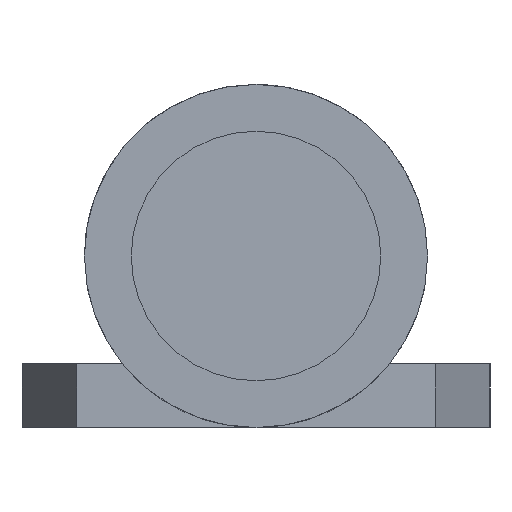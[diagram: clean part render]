
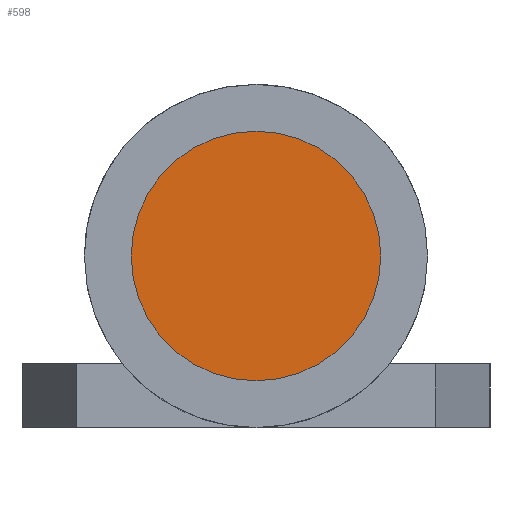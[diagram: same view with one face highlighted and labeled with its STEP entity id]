
A CAD part, left-side view. The second image highlights one B-rep face of the part: STEP entity #598.
In plain terms, the highlighted planar face has unit normal (-1, 0, 0).
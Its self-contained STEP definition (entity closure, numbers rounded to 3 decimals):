
#82 = EDGE_CURVE ( 'NONE', #178, #179, #310, .T. ) ;
#121 = EDGE_CURVE ( 'NONE', #179, #178, #370, .T. ) ;
#127 = AXIS2_PLACEMENT_3D ( 'NONE', #633, #637, #638 ) ;
#133 = AXIS2_PLACEMENT_3D ( 'NONE', #449, #465, #466 ) ;
#145 = AXIS2_PLACEMENT_3D ( 'NONE', #539, #544, #545 ) ;
#178 = VERTEX_POINT ( 'NONE', #469 ) ;
#179 = VERTEX_POINT ( 'NONE', #460 ) ;
#257 = EDGE_LOOP ( 'NONE', ( #293, #294 ) ) ;
#293 = ORIENTED_EDGE ( 'NONE', *, *, #121, .T. ) ;
#294 = ORIENTED_EDGE ( 'NONE', *, *, #82, .T. ) ;
#310 = CIRCLE ( 'NONE', #127, 8. ) ;
#370 = CIRCLE ( 'NONE', #133, 8. ) ;
#385 = FACE_OUTER_BOUND ( 'NONE', #257, .T. ) ;
#449 = CARTESIAN_POINT ( 'NONE',  ( -11., 0., 11. ) ) ;
#460 = CARTESIAN_POINT ( 'NONE',  ( -11., 0., 19. ) ) ;
#465 = DIRECTION ( 'NONE',  ( -1., 0., 0. ) ) ;
#466 = DIRECTION ( 'NONE',  ( 0., 0., 1. ) ) ;
#469 = CARTESIAN_POINT ( 'NONE',  ( -11., 0., 3. ) ) ;
#539 = CARTESIAN_POINT ( 'NONE',  ( -11., 0., 11. ) ) ;
#541 = PLANE ( 'NONE',  #145 ) ;
#544 = DIRECTION ( 'NONE',  ( -1., 0., 0. ) ) ;
#545 = DIRECTION ( 'NONE',  ( 0., 0., 1. ) ) ;
#598 = ADVANCED_FACE ( 'NONE', ( #385 ), #541, .T. ) ;
#633 = CARTESIAN_POINT ( 'NONE',  ( -11., 0., 11. ) ) ;
#637 = DIRECTION ( 'NONE',  ( -1., 0., 0. ) ) ;
#638 = DIRECTION ( 'NONE',  ( 0., 0., 1. ) ) ;
